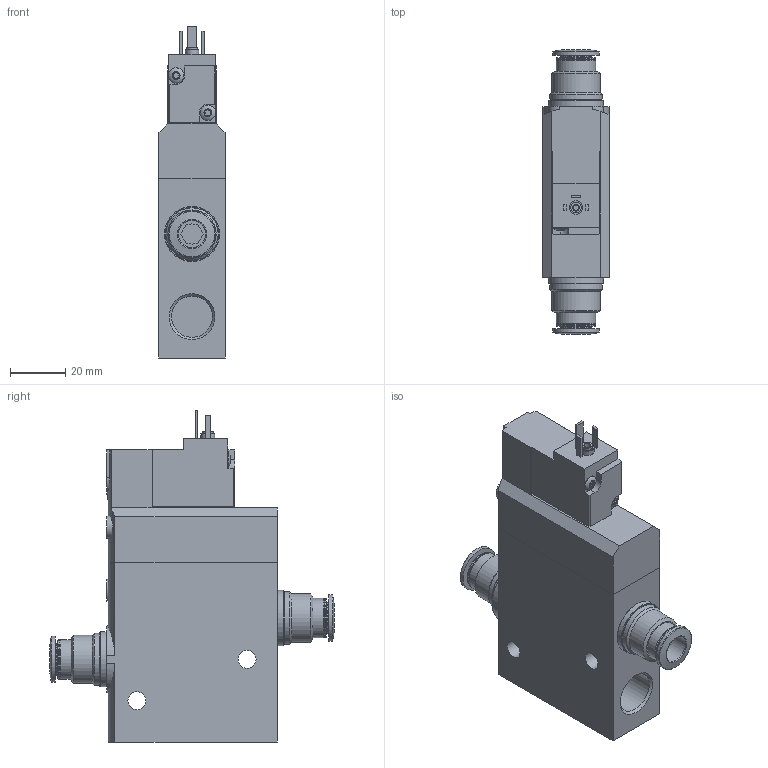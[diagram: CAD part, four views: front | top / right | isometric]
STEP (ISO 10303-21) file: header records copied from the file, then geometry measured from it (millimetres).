
FILE_DESCRIPTION(/* description */ ('STEP AP214'),/* implementation_level */ '2;1');
FILE_NAME(/* name */ '163173_CPE24-M1H-3GL-QS-10',/* time_stamp */ '2024-08-02T07:18:00+02:00',/* author */ ('License CC BY-ND 4.0'),/* organization */ ('CADENAS'),/* preprocessor_version */ 'ST-DEVELOPER v19.3',/* originating_system */ 'PARTsolutions',/* authorisation */ ' ');
FILE_SCHEMA (('AUTOMOTIVE_DESIGN {1 0 10303 214 3 1 1}'));
Length unit declared in the file: millimetre
Products named in the file (4): 163173 CPE24-M1H-3GL-QS-10; CPE24-...-3/2; 186113 QS-G3/8-10-I; CPE24-KMEB_M1H
Assembly tree (4 placements, depth 2):
  163173 CPE24-M1H-3GL-QS-10
    CPE24-...-3/2
    186113 QS-G3/8-10-I  x2
    CPE24-KMEB_M1H
Bounding box: 24 x 103.2 x 120.5 mm (x, y, z)
Volume: 138390 mm3; surface area: 33128.3 mm2
Topology: 4 solids, 4 shells, 234 faces, 542 edges, 345 vertices
Faces by surface type: plane 108, cylinder 83, cone 35, torus 8
Full cylindrical faces by diameter (mm): 2 x1, 2.013 x1, 2.5 x1, 3.8 x1, 4.134 x2, 5 x1, 5.6 x3, 6.5 x2, 8 x2, 10 x2, 11.4 x2, 14.3 x4, 14.95 x3, 16.662 x2, 16.8 x2, 17.5 x2, 19 x2, 19.4 x4, 20 x2
Entity records: 5506 total; most frequent: CARTESIAN_POINT 1044, DIRECTION 836, ORIENTED_EDGE 754, EDGE_CURVE 377, AXIS2_PLACEMENT_3D 322, VERTEX_POINT 268, EDGE_LOOP 261, FACE_BOUND 261
